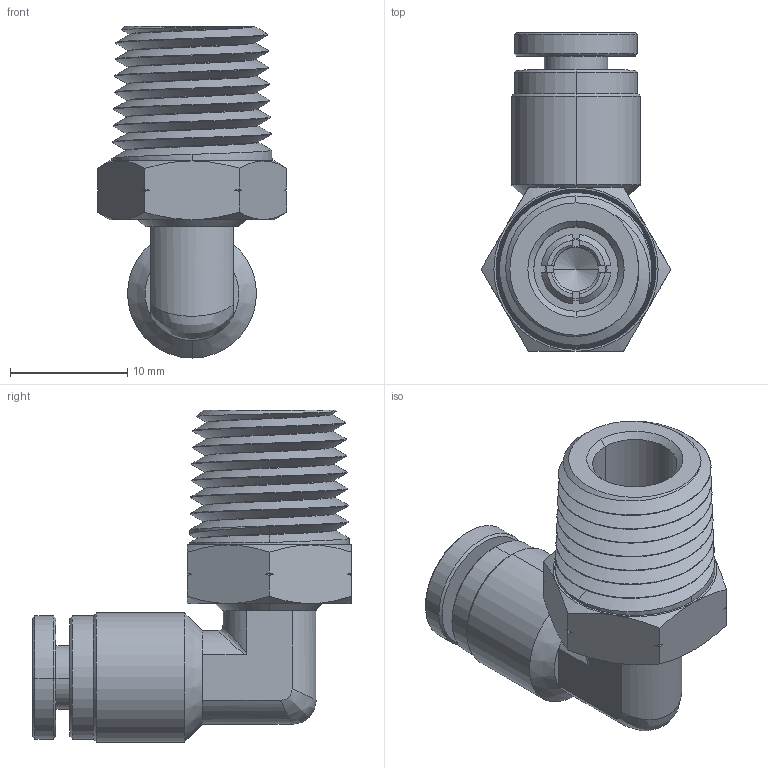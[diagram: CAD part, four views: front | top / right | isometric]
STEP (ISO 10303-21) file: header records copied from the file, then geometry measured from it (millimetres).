
FILE_DESCRIPTION (( 'STEP AP214' ), '1' );
FILE_NAME ('MES5-32N1-4W.STEP', '2018-07-20T16:45:33', ( '' ), ( '' ), 'SwSTEP 2.0', 'SolidWorks 2016', '' );
FILE_SCHEMA (( 'AUTOMOTIVE_DESIGN' ));
Length unit declared in the file: millimetre
Products named in the file (1): MES5-32N1-4W
Bounding box: 16.17 x 27.19 x 28.3 mm (x, y, z)
Volume: 3027.6 mm3; surface area: 4407.3 mm2
Topology: 7 solids, 7 shells, 447 faces, 1181 edges, 758 vertices
Faces by surface type: cone 174, plane 150, cylinder 85, bspline 36, torus 2
Entity records: 23137 total; most frequent: CARTESIAN_POINT 7711, ORIENTED_EDGE 2358, DIRECTION 1964, EDGE_CURVE 1179, AXIS2_PLACEMENT_3D 788, VERTEX_POINT 758, EDGE_LOOP 473, UNCERTAINTY_MEASURE_WITH_UNIT 456
